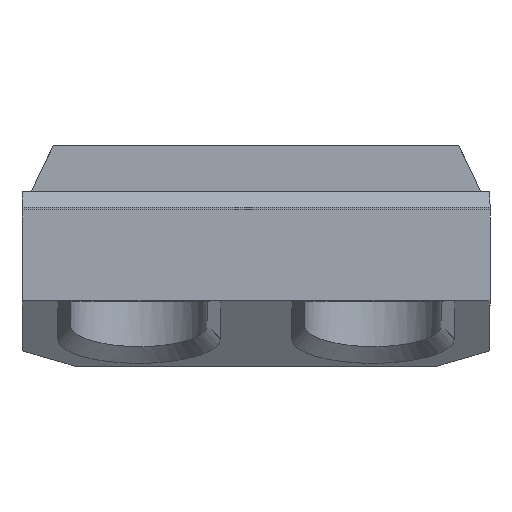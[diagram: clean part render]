
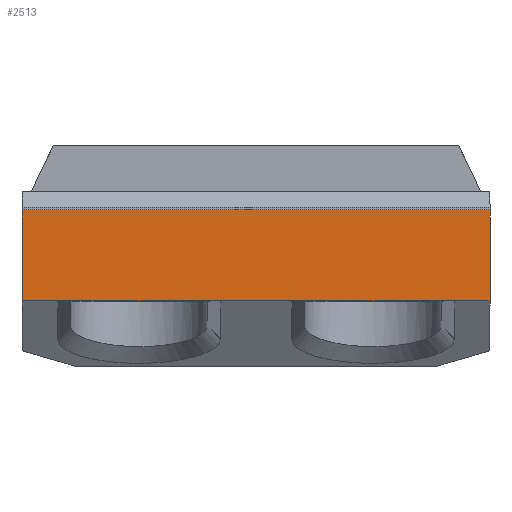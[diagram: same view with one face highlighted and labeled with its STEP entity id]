
A CAD part, top view. The second image highlights one B-rep face of the part: STEP entity #2513.
In plain terms, the highlighted planar face has unit normal (0, 0, 1).
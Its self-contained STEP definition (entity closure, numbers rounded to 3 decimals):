
#151=PLANE('',#2709);
#289=FACE_OUTER_BOUND('',#439,.T.);
#439=EDGE_LOOP('',(#2195,#2196,#2197,#2198,#2199,#2200,#2201,#2202));
#634=LINE('',#3926,#924);
#637=LINE('',#3953,#927);
#643=LINE('',#3964,#933);
#674=LINE('',#4153,#964);
#693=LINE('',#4188,#983);
#697=LINE('',#4198,#987);
#710=LINE('',#4229,#1000);
#711=LINE('',#4230,#1001);
#924=VECTOR('',#3130,10.);
#927=VECTOR('',#3133,10.);
#933=VECTOR('',#3139,10.);
#964=VECTOR('',#3214,10.);
#983=VECTOR('',#3245,10.);
#987=VECTOR('',#3253,10.);
#1000=VECTOR('',#3280,10.);
#1001=VECTOR('',#3281,10.);
#1212=VERTEX_POINT('',#3793);
#1220=VERTEX_POINT('',#3892);
#1224=VERTEX_POINT('',#3925);
#1229=VERTEX_POINT('',#3950);
#1230=VERTEX_POINT('',#3952);
#1235=VERTEX_POINT('',#3962);
#1261=VERTEX_POINT('',#4152);
#1286=VERTEX_POINT('',#4228);
#1513=EDGE_CURVE('',#1220,#1224,#634,.T.);
#1519=EDGE_CURVE('',#1229,#1230,#637,.T.);
#1525=EDGE_CURVE('',#1235,#1212,#643,.T.);
#1568=EDGE_CURVE('',#1261,#1230,#674,.T.);
#1587=EDGE_CURVE('',#1224,#1229,#693,.T.);
#1592=EDGE_CURVE('',#1212,#1220,#697,.T.);
#1607=EDGE_CURVE('',#1235,#1286,#710,.T.);
#1608=EDGE_CURVE('',#1286,#1261,#711,.T.);
#2195=ORIENTED_EDGE('',*,*,#1587,.F.);
#2196=ORIENTED_EDGE('',*,*,#1513,.F.);
#2197=ORIENTED_EDGE('',*,*,#1592,.F.);
#2198=ORIENTED_EDGE('',*,*,#1525,.F.);
#2199=ORIENTED_EDGE('',*,*,#1607,.T.);
#2200=ORIENTED_EDGE('',*,*,#1608,.T.);
#2201=ORIENTED_EDGE('',*,*,#1568,.T.);
#2202=ORIENTED_EDGE('',*,*,#1519,.F.);
#2513=ADVANCED_FACE('',(#289),#151,.T.);
#2709=AXIS2_PLACEMENT_3D('',#4227,#3278,#3279);
#3130=DIRECTION('',(-1.,0.,0.));
#3133=DIRECTION('',(-1.,0.,0.));
#3139=DIRECTION('',(-1.,0.,0.));
#3214=DIRECTION('',(0.,-1.,0.));
#3245=DIRECTION('',(-1.,0.,0.));
#3253=DIRECTION('',(-1.,0.,0.));
#3278=DIRECTION('center_axis',(0.,0.,
1.));
#3279=DIRECTION('ref_axis',(1.,0.,0.));
#3280=DIRECTION('',(0.,1.,0.));
#3281=DIRECTION('',(-1.,0.,0.));
#3793=CARTESIAN_POINT('',(6.65,-15.,9.4));
#3892=CARTESIAN_POINT('',(-5.85,-15.,9.4));
#3925=CARTESIAN_POINT('',(-11.35,-15.,9.4));
#3926=CARTESIAN_POINT('',(-6.436,-15.,9.4));
#3950=CARTESIAN_POINT('',(-23.85,-15.,9.4));
#3952=CARTESIAN_POINT('',(-26.6,-15.,9.4));
#3953=CARTESIAN_POINT('',(-6.436,-15.,9.4));
#3962=CARTESIAN_POINT('',(9.4,-15.,9.4));
#3964=CARTESIAN_POINT('',(-4.272,-15.,9.4));
#4152=CARTESIAN_POINT('',(-26.6,-8.,9.4));
#4153=CARTESIAN_POINT('',(-26.6,-8.,9.4));
#4188=CARTESIAN_POINT('',(-6.436,-15.,9.4));
#4198=CARTESIAN_POINT('',(-4.272,-15.,9.4));
#4227=CARTESIAN_POINT('Origin',(-8.6,-14.,9.4));
#4228=CARTESIAN_POINT('',(9.4,-8.,9.4));
#4229=CARTESIAN_POINT('',(9.4,-20.,9.4));
#4230=CARTESIAN_POINT('',(9.4,-8.,9.4));
